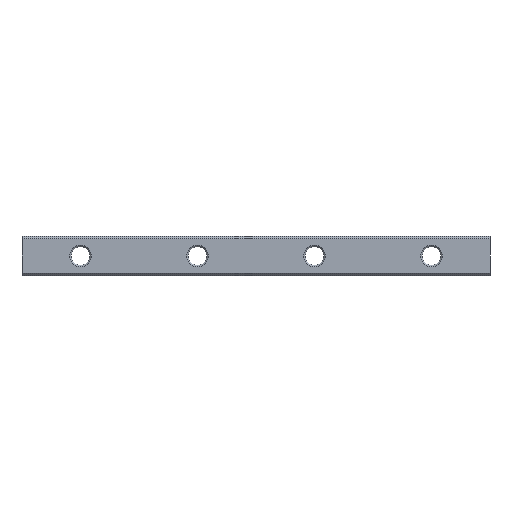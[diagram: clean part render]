
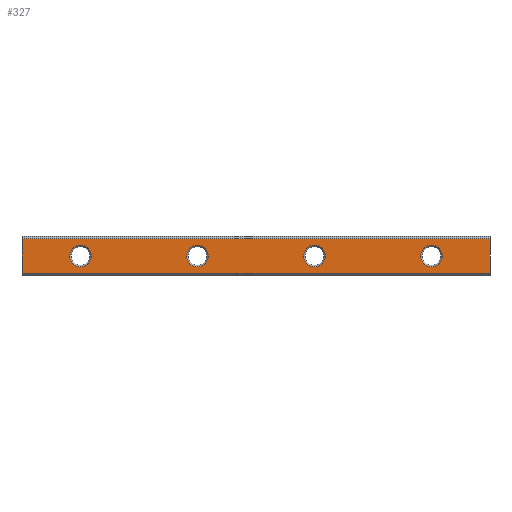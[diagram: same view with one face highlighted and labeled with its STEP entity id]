
A CAD part, front view. The second image highlights one B-rep face of the part: STEP entity #327.
In plain terms, the highlighted planar face has unit normal (0, -1, 0).
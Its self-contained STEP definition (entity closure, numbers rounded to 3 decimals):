
#26 = CIRCLE ( 'NONE', #1355, 1.4 ) ;
#43 = ORIENTED_EDGE ( 'NONE', *, *, #1059, .T. ) ;
#54 = DIRECTION ( 'NONE',  ( 0., 1., 0. ) ) ;
#69 = ORIENTED_EDGE ( 'NONE', *, *, #296, .T. ) ;
#78 = CARTESIAN_POINT ( 'NONE',  ( 7.5, 0., 0. ) ) ;
#80 = AXIS2_PLACEMENT_3D ( 'NONE', #1721, #895, #1316 ) ;
#95 = CARTESIAN_POINT ( 'NONE',  ( 22.5, 0., 1.4 ) ) ;
#108 = CIRCLE ( 'NONE', #80, 1.4 ) ;
#122 = VECTOR ( 'NONE', #811, 1000. ) ;
#132 = CIRCLE ( 'NONE', #495, 1.4 ) ;
#137 = CARTESIAN_POINT ( 'NONE',  ( 60., 0., 2.2 ) ) ;
#145 = FACE_BOUND ( 'NONE', #1407, .T. ) ;
#146 = ORIENTED_EDGE ( 'NONE', *, *, #917, .T. ) ;
#147 = EDGE_LOOP ( 'NONE', ( #43, #1127, #483, #1264 ) ) ;
#166 = ORIENTED_EDGE ( 'NONE', *, *, #1723, .T. ) ;
#175 = EDGE_CURVE ( 'NONE', #1596, #1644, #1406, .T. ) ;
#177 = EDGE_CURVE ( 'NONE', #540, #519, #1593, .T. ) ;
#215 = CARTESIAN_POINT ( 'NONE',  ( 52.5, 0., -1.4 ) ) ;
#236 = EDGE_CURVE ( 'NONE', #805, #784, #819, .T. ) ;
#277 = DIRECTION ( 'NONE',  ( -1., 0., 0. ) ) ;
#284 = EDGE_CURVE ( 'NONE', #784, #1458, #879, .T. ) ;
#287 = CARTESIAN_POINT ( 'NONE',  ( 52.5, 0., 0. ) ) ;
#296 = EDGE_CURVE ( 'NONE', #1536, #626, #1190, .T. ) ;
#327 = ADVANCED_FACE ( 'NONE', ( #1648, #145, #368, #541, #1520 ), #957, .F. ) ;
#368 = FACE_OUTER_BOUND ( 'NONE', #147, .T. ) ;
#370 = ORIENTED_EDGE ( 'NONE', *, *, #177, .T. ) ;
#380 = CARTESIAN_POINT ( 'NONE',  ( 37.5, 0., 0. ) ) ;
#382 = EDGE_CURVE ( 'NONE', #965, #1578, #455, .T. ) ;
#402 = AXIS2_PLACEMENT_3D ( 'NONE', #380, #1562, #1031 ) ;
#410 = CARTESIAN_POINT ( 'NONE',  ( 60., 0., -2.2 ) ) ;
#413 = CARTESIAN_POINT ( 'NONE',  ( 60., 0., -2.2 ) ) ;
#417 = ORIENTED_EDGE ( 'NONE', *, *, #382, .T. ) ;
#425 = AXIS2_PLACEMENT_3D ( 'NONE', #565, #1640, #680 ) ;
#428 = DIRECTION ( 'NONE',  ( 0., 1., 0. ) ) ;
#442 = DIRECTION ( 'NONE',  ( 0., 0., -1. ) ) ;
#453 = DIRECTION ( 'NONE',  ( 0., 0., 1. ) ) ;
#455 = CIRCLE ( 'NONE', #522, 1.4 ) ;
#462 = LINE ( 'NONE', #976, #768 ) ;
#483 = ORIENTED_EDGE ( 'NONE', *, *, #236, .F. ) ;
#488 = CARTESIAN_POINT ( 'NONE',  ( 7.5, 0., 1.4 ) ) ;
#495 = AXIS2_PLACEMENT_3D ( 'NONE', #697, #1078, #1364 ) ;
#519 = VERTEX_POINT ( 'NONE', #1265 ) ;
#522 = AXIS2_PLACEMENT_3D ( 'NONE', #78, #54, #453 ) ;
#540 = VERTEX_POINT ( 'NONE', #215 ) ;
#541 = FACE_BOUND ( 'NONE', #1093, .T. ) ;
#551 = CARTESIAN_POINT ( 'NONE',  ( 7.5, 0., -1.4 ) ) ;
#565 = CARTESIAN_POINT ( 'NONE',  ( 37.5, 0., 0. ) ) ;
#573 = CARTESIAN_POINT ( 'NONE',  ( 52.5, 0., 0. ) ) ;
#604 = EDGE_LOOP ( 'NONE', ( #146, #860 ) ) ;
#626 = VERTEX_POINT ( 'NONE', #651 ) ;
#641 = AXIS2_PLACEMENT_3D ( 'NONE', #854, #1646, #839 ) ;
#643 = ORIENTED_EDGE ( 'NONE', *, *, #1017, .T. ) ;
#651 = CARTESIAN_POINT ( 'NONE',  ( 37.5, 0., -1.4 ) ) ;
#680 = DIRECTION ( 'NONE',  ( 0., 0., 1. ) ) ;
#696 = CARTESIAN_POINT ( 'NONE',  ( 60., 0., 2.2 ) ) ;
#697 = CARTESIAN_POINT ( 'NONE',  ( 22.5, 0., 0. ) ) ;
#699 = CARTESIAN_POINT ( 'NONE',  ( 0., 0., 2.2 ) ) ;
#704 = CARTESIAN_POINT ( 'NONE',  ( 37.5, 0., 1.4 ) ) ;
#768 = VECTOR ( 'NONE', #442, 1000. ) ;
#784 = VERTEX_POINT ( 'NONE', #410 ) ;
#789 = CARTESIAN_POINT ( 'NONE',  ( 60., 0., 2.2 ) ) ;
#805 = VERTEX_POINT ( 'NONE', #789 ) ;
#811 = DIRECTION ( 'NONE',  ( 0., 0., -1. ) ) ;
#819 = LINE ( 'NONE', #137, #122 ) ;
#822 = DIRECTION ( 'NONE',  ( 0., 0., 1. ) ) ;
#839 = DIRECTION ( 'NONE',  ( 0., 0., 1. ) ) ;
#854 = CARTESIAN_POINT ( 'NONE',  ( 60., 0., 2.2 ) ) ;
#860 = ORIENTED_EDGE ( 'NONE', *, *, #175, .T. ) ;
#879 = LINE ( 'NONE', #413, #921 ) ;
#888 = CARTESIAN_POINT ( 'NONE',  ( 22.5, 0., -1.4 ) ) ;
#895 = DIRECTION ( 'NONE',  ( 0., 1., 0. ) ) ;
#917 = EDGE_CURVE ( 'NONE', #1644, #1596, #132, .T. ) ;
#921 = VECTOR ( 'NONE', #1615, 1000. ) ;
#927 = VECTOR ( 'NONE', #277, 1000. ) ;
#957 = PLANE ( 'NONE',  #641 ) ;
#965 = VERTEX_POINT ( 'NONE', #551 ) ;
#971 = LINE ( 'NONE', #696, #927 ) ;
#976 = CARTESIAN_POINT ( 'NONE',  ( 0., 0., 2.2 ) ) ;
#994 = EDGE_CURVE ( 'NONE', #805, #1455, #971, .T. ) ;
#1017 = EDGE_CURVE ( 'NONE', #519, #540, #26, .T. ) ;
#1031 = DIRECTION ( 'NONE',  ( 0., 0., 1. ) ) ;
#1059 = EDGE_CURVE ( 'NONE', #1455, #1458, #462, .T. ) ;
#1076 = DIRECTION ( 'NONE',  ( 0., 0., 1. ) ) ;
#1078 = DIRECTION ( 'NONE',  ( 0., 1., 0. ) ) ;
#1079 = CARTESIAN_POINT ( 'NONE',  ( 0., 0., -2.2 ) ) ;
#1093 = EDGE_LOOP ( 'NONE', ( #370, #643 ) ) ;
#1127 = ORIENTED_EDGE ( 'NONE', *, *, #284, .F. ) ;
#1190 = CIRCLE ( 'NONE', #425, 1.4 ) ;
#1203 = DIRECTION ( 'NONE',  ( 0., 1., 0. ) ) ;
#1211 = DIRECTION ( 'NONE',  ( 0., 0., 1. ) ) ;
#1264 = ORIENTED_EDGE ( 'NONE', *, *, #994, .T. ) ;
#1265 = CARTESIAN_POINT ( 'NONE',  ( 52.5, 0., 1.4 ) ) ;
#1271 = EDGE_CURVE ( 'NONE', #626, #1536, #1328, .T. ) ;
#1280 = EDGE_LOOP ( 'NONE', ( #1683, #69 ) ) ;
#1313 = CARTESIAN_POINT ( 'NONE',  ( 22.5, 0., 0. ) ) ;
#1316 = DIRECTION ( 'NONE',  ( 0., 0., 1. ) ) ;
#1328 = CIRCLE ( 'NONE', #402, 1.4 ) ;
#1348 = DIRECTION ( 'NONE',  ( 0., 1., 0. ) ) ;
#1355 = AXIS2_PLACEMENT_3D ( 'NONE', #287, #1203, #822 ) ;
#1364 = DIRECTION ( 'NONE',  ( 0., 0., 1. ) ) ;
#1406 = CIRCLE ( 'NONE', #1486, 1.4 ) ;
#1407 = EDGE_LOOP ( 'NONE', ( #417, #166 ) ) ;
#1455 = VERTEX_POINT ( 'NONE', #699 ) ;
#1458 = VERTEX_POINT ( 'NONE', #1079 ) ;
#1486 = AXIS2_PLACEMENT_3D ( 'NONE', #1313, #1348, #1076 ) ;
#1520 = FACE_BOUND ( 'NONE', #604, .T. ) ;
#1536 = VERTEX_POINT ( 'NONE', #704 ) ;
#1562 = DIRECTION ( 'NONE',  ( 0., 1., 0. ) ) ;
#1567 = AXIS2_PLACEMENT_3D ( 'NONE', #573, #428, #1211 ) ;
#1578 = VERTEX_POINT ( 'NONE', #488 ) ;
#1593 = CIRCLE ( 'NONE', #1567, 1.4 ) ;
#1596 = VERTEX_POINT ( 'NONE', #95 ) ;
#1615 = DIRECTION ( 'NONE',  ( -1., 0., 0. ) ) ;
#1640 = DIRECTION ( 'NONE',  ( 0., 1., 0. ) ) ;
#1644 = VERTEX_POINT ( 'NONE', #888 ) ;
#1646 = DIRECTION ( 'NONE',  ( 0., 1., 0. ) ) ;
#1648 = FACE_BOUND ( 'NONE', #1280, .T. ) ;
#1683 = ORIENTED_EDGE ( 'NONE', *, *, #1271, .T. ) ;
#1721 = CARTESIAN_POINT ( 'NONE',  ( 7.5, 0., 0. ) ) ;
#1723 = EDGE_CURVE ( 'NONE', #1578, #965, #108, .T. ) ;
